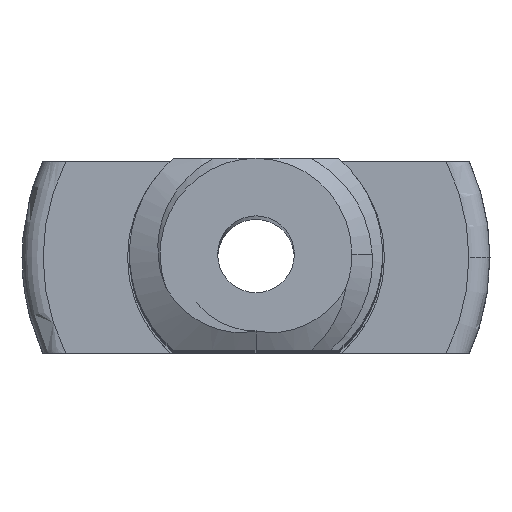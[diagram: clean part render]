
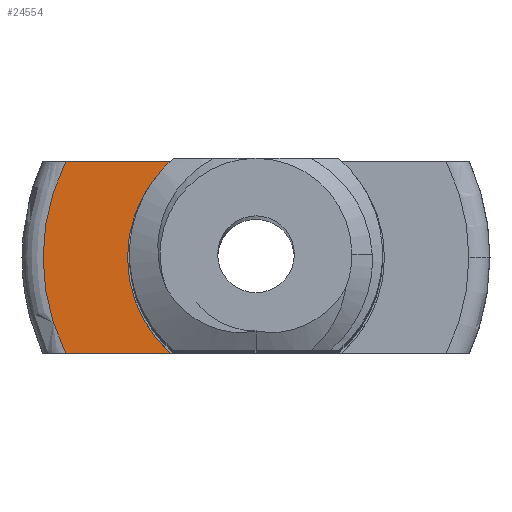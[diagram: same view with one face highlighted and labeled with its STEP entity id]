
A CAD part, top view. The second image highlights one B-rep face of the part: STEP entity #24554.
In plain terms, the highlighted planar face has unit normal (0, 0, 1).
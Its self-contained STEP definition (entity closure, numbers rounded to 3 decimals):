
#5935 = PLANE('',#5936);
#5936 = AXIS2_PLACEMENT_3D('',#5937,#5938,#5939);
#5937 = CARTESIAN_POINT('',(12.5,-2.5,62.426));
#5938 = DIRECTION('',(0.,1.,0.));
#5939 = DIRECTION('',(-1.,0.,0.));
#6724 = PLANE('',#6725);
#6725 = AXIS2_PLACEMENT_3D('',#6726,#6727,#6728);
#6726 = CARTESIAN_POINT('',(-12.5,2.5,62.426));
#6727 = DIRECTION('',(0.,-1.,0.));
#6728 = DIRECTION('',(1.,0.,0.));
#9148 = VERTEX_POINT('',#9149);
#9149 = CARTESIAN_POINT('',(-4.955,-2.5,0.));
#9201 = TOROIDAL_SURFACE('',#9202,5.55,0.55);
#9202 = AXIS2_PLACEMENT_3D('',#9203,#9204,#9205);
#9203 = CARTESIAN_POINT('',(0.,0.,-0.55)
  );
#9204 = DIRECTION('',(0.,0.,1.));
#9205 = DIRECTION('',(1.,0.,0.));
#9232 = EDGE_CURVE('',#9233,#9148,#9235,.T.);
#9233 = VERTEX_POINT('',#9234);
#9234 = CARTESIAN_POINT('',(-2.23,-2.5,0.));
#9235 = SURFACE_CURVE('',#9236,(#9240,#9247),.PCURVE_S1.);
#9236 = LINE('',#9237,#9238);
#9237 = CARTESIAN_POINT('',(6.25,-2.5,0.));
#9238 = VECTOR('',#9239,1.);
#9239 = DIRECTION('',(-1.,0.,0.));
#9240 = PCURVE('',#5935,#9241);
#9241 = DEFINITIONAL_REPRESENTATION('',(#9242),#9246);
#9242 = LINE('',#9243,#9244);
#9243 = CARTESIAN_POINT('',(6.25,-62.426));
#9244 = VECTOR('',#9245,1.);
#9245 = DIRECTION('',(1.,0.));
#9246 = ( GEOMETRIC_REPRESENTATION_CONTEXT(2) 
PARAMETRIC_REPRESENTATION_CONTEXT() REPRESENTATION_CONTEXT('2D SPACE',''
  ) );
#9247 = PCURVE('',#9248,#9253);
#9248 = PLANE('',#9249);
#9249 = AXIS2_PLACEMENT_3D('',#9250,#9251,#9252);
#9250 = CARTESIAN_POINT('',(0.,0.,
    0.));
#9251 = DIRECTION('',(0.,0.,-1.));
#9252 = DIRECTION('',(1.,0.,0.));
#9253 = DEFINITIONAL_REPRESENTATION('',(#9254),#9258);
#9254 = LINE('',#9255,#9256);
#9255 = CARTESIAN_POINT('',(6.25,2.5));
#9256 = VECTOR('',#9257,1.);
#9257 = DIRECTION('',(-1.,0.));
#9258 = ( GEOMETRIC_REPRESENTATION_CONTEXT(2) 
PARAMETRIC_REPRESENTATION_CONTEXT() REPRESENTATION_CONTEXT('2D SPACE',''
  ) );
#9274 = CYLINDRICAL_SURFACE('',#9275,3.35);
#9275 = AXIS2_PLACEMENT_3D('',#9276,#9277,#9278);
#9276 = CARTESIAN_POINT('',(0.,0.,1.8)
  );
#9277 = DIRECTION('',(0.,0.,-1.));
#9278 = DIRECTION('',(1.,0.,0.));
#22329 = VERTEX_POINT('',#22330);
#22330 = CARTESIAN_POINT('',(-2.23,2.5,0.));
#22351 = EDGE_CURVE('',#22352,#22329,#22354,.T.);
#22352 = VERTEX_POINT('',#22353);
#22353 = CARTESIAN_POINT('',(-4.955,2.5,0.));
#22354 = SURFACE_CURVE('',#22355,(#22359,#22366),.PCURVE_S1.);
#22355 = LINE('',#22356,#22357);
#22356 = CARTESIAN_POINT('',(-6.25,2.5,0.));
#22357 = VECTOR('',#22358,1.);
#22358 = DIRECTION('',(1.,0.,0.));
#22359 = PCURVE('',#6724,#22360);
#22360 = DEFINITIONAL_REPRESENTATION('',(#22361),#22365);
#22361 = LINE('',#22362,#22363);
#22362 = CARTESIAN_POINT('',(6.25,-62.426));
#22363 = VECTOR('',#22364,1.);
#22364 = DIRECTION('',(1.,0.));
#22365 = ( GEOMETRIC_REPRESENTATION_CONTEXT(2) 
PARAMETRIC_REPRESENTATION_CONTEXT() REPRESENTATION_CONTEXT('2D SPACE',''
  ) );
#22366 = PCURVE('',#9248,#22367);
#22367 = DEFINITIONAL_REPRESENTATION('',(#22368),#22372);
#22368 = LINE('',#22369,#22370);
#22369 = CARTESIAN_POINT('',(-6.25,-2.5));
#22370 = VECTOR('',#22371,1.);
#22371 = DIRECTION('',(1.,0.));
#22372 = ( GEOMETRIC_REPRESENTATION_CONTEXT(2) 
PARAMETRIC_REPRESENTATION_CONTEXT() REPRESENTATION_CONTEXT('2D SPACE',''
  ) );
#24086 = EDGE_CURVE('',#9233,#22329,#24087,.T.);
#24087 = SURFACE_CURVE('',#24088,(#24093,#24100),.PCURVE_S1.);
#24088 = CIRCLE('',#24089,3.35);
#24089 = AXIS2_PLACEMENT_3D('',#24090,#24091,#24092);
#24090 = CARTESIAN_POINT('',(0.,0.,
    0.));
#24091 = DIRECTION('',(0.,0.,-1.));
#24092 = DIRECTION('',(1.,0.,0.));
#24093 = PCURVE('',#9274,#24094);
#24094 = DEFINITIONAL_REPRESENTATION('',(#24095),#24099);
#24095 = LINE('',#24096,#24097);
#24096 = CARTESIAN_POINT('',(0.,1.8));
#24097 = VECTOR('',#24098,1.);
#24098 = DIRECTION('',(1.,0.));
#24099 = ( GEOMETRIC_REPRESENTATION_CONTEXT(2) 
PARAMETRIC_REPRESENTATION_CONTEXT() REPRESENTATION_CONTEXT('2D SPACE',''
  ) );
#24100 = PCURVE('',#9248,#24101);
#24101 = DEFINITIONAL_REPRESENTATION('',(#24102),#24106);
#24102 = CIRCLE('',#24103,3.35);
#24103 = AXIS2_PLACEMENT_2D('',#24104,#24105);
#24104 = CARTESIAN_POINT('',(0.,0.));
#24105 = DIRECTION('',(1.,0.));
#24106 = ( GEOMETRIC_REPRESENTATION_CONTEXT(2) 
PARAMETRIC_REPRESENTATION_CONTEXT() REPRESENTATION_CONTEXT('2D SPACE',''
  ) );
#24554 = ADVANCED_FACE('',(#24555),#9248,.F.);
#24555 = FACE_BOUND('',#24556,.T.);
#24556 = EDGE_LOOP('',(#24557,#24558,#24559,#24560));
#24557 = ORIENTED_EDGE('',*,*,#9232,.F.);
#24558 = ORIENTED_EDGE('',*,*,#24086,.T.);
#24559 = ORIENTED_EDGE('',*,*,#22351,.F.);
#24560 = ORIENTED_EDGE('',*,*,#24561,.F.);
#24561 = EDGE_CURVE('',#9148,#22352,#24562,.T.);
#24562 = SURFACE_CURVE('',#24563,(#24568,#24575),.PCURVE_S1.);
#24563 = CIRCLE('',#24564,5.55);
#24564 = AXIS2_PLACEMENT_3D('',#24565,#24566,#24567);
#24565 = CARTESIAN_POINT('',(0.,0.,
    0.));
#24566 = DIRECTION('',(0.,0.,-1.));
#24567 = DIRECTION('',(1.,0.,0.));
#24568 = PCURVE('',#9248,#24569);
#24569 = DEFINITIONAL_REPRESENTATION('',(#24570),#24574);
#24570 = CIRCLE('',#24571,5.55);
#24571 = AXIS2_PLACEMENT_2D('',#24572,#24573);
#24572 = CARTESIAN_POINT('',(0.,0.));
#24573 = DIRECTION('',(1.,0.));
#24574 = ( GEOMETRIC_REPRESENTATION_CONTEXT(2) 
PARAMETRIC_REPRESENTATION_CONTEXT() REPRESENTATION_CONTEXT('2D SPACE',''
  ) );
#24575 = PCURVE('',#9201,#24576);
#24576 = DEFINITIONAL_REPRESENTATION('',(#24577),#24581);
#24577 = LINE('',#24578,#24579);
#24578 = CARTESIAN_POINT('',(0.,7.854));
#24579 = VECTOR('',#24580,1.);
#24580 = DIRECTION('',(-1.,0.));
#24581 = ( GEOMETRIC_REPRESENTATION_CONTEXT(2) 
PARAMETRIC_REPRESENTATION_CONTEXT() REPRESENTATION_CONTEXT('2D SPACE',''
  ) );
